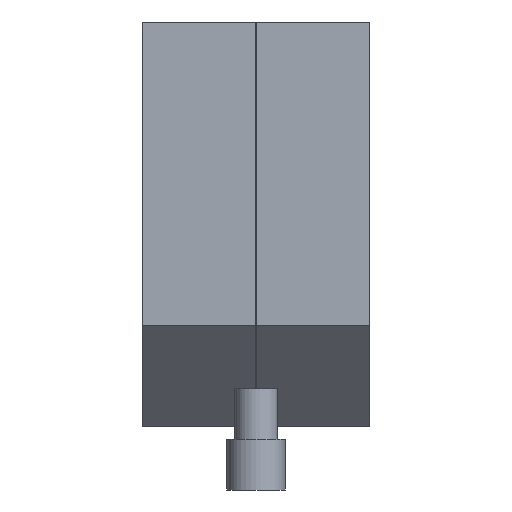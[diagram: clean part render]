
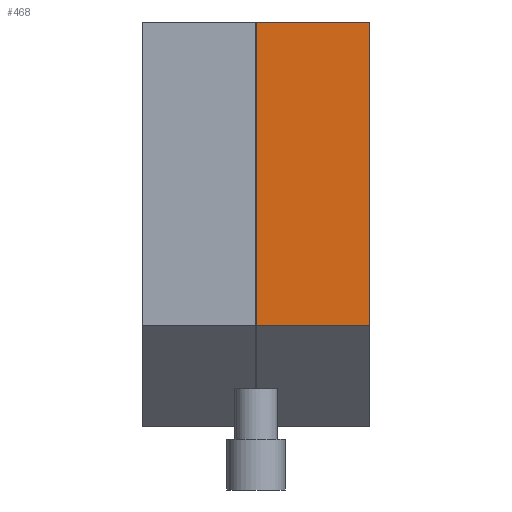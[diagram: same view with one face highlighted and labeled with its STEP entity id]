
A CAD part, left-side view. The second image highlights one B-rep face of the part: STEP entity #468.
In plain terms, the highlighted planar face has unit normal (-1, 0, 0).
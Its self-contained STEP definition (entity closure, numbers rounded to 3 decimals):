
#241 = VERTEX_POINT('',#242);
#242 = CARTESIAN_POINT('',(0.,9.,37.));
#264 = VERTEX_POINT('',#265);
#265 = CARTESIAN_POINT('',(0.,9.,13.));
#271 = EDGE_CURVE('',#241,#264,#272,.T.);
#272 = LINE('',#273,#274);
#273 = CARTESIAN_POINT('',(0.,9.,37.));
#274 = VECTOR('',#275,1.);
#275 = DIRECTION('',(0.,0.,-1.));
#334 = VERTEX_POINT('',#335);
#335 = CARTESIAN_POINT('',(0.,0.,13.));
#345 = VERTEX_POINT('',#346);
#346 = CARTESIAN_POINT('',(0.,0.,37.));
#352 = EDGE_CURVE('',#345,#334,#353,.T.);
#353 = LINE('',#354,#355);
#354 = CARTESIAN_POINT('',(0.,0.,37.));
#355 = VECTOR('',#356,1.);
#356 = DIRECTION('',(0.,0.,-1.));
#417 = EDGE_CURVE('',#241,#345,#418,.T.);
#418 = LINE('',#419,#420);
#419 = CARTESIAN_POINT('',(0.,9.,37.));
#420 = VECTOR('',#421,1.);
#421 = DIRECTION('',(0.,-1.,0.));
#456 = EDGE_CURVE('',#334,#264,#457,.T.);
#457 = LINE('',#458,#459);
#458 = CARTESIAN_POINT('',(0.,0.,13.));
#459 = VECTOR('',#460,1.);
#460 = DIRECTION('',(0.,1.,0.));
#468 = ADVANCED_FACE('',(#469),#475,.T.);
#469 = FACE_BOUND('',#470,.T.);
#470 = EDGE_LOOP('',(#471,#472,#473,#474));
#471 = ORIENTED_EDGE('',*,*,#271,.T.);
#472 = ORIENTED_EDGE('',*,*,#456,.F.);
#473 = ORIENTED_EDGE('',*,*,#352,.F.);
#474 = ORIENTED_EDGE('',*,*,#417,.F.);
#475 = PLANE('',#476);
#476 = AXIS2_PLACEMENT_3D('',#477,#478,#479);
#477 = CARTESIAN_POINT('',(0.,4.5,25.));
#478 = DIRECTION('',(-1.,-0.,-0.));
#479 = DIRECTION('',(0.,0.,-1.));
